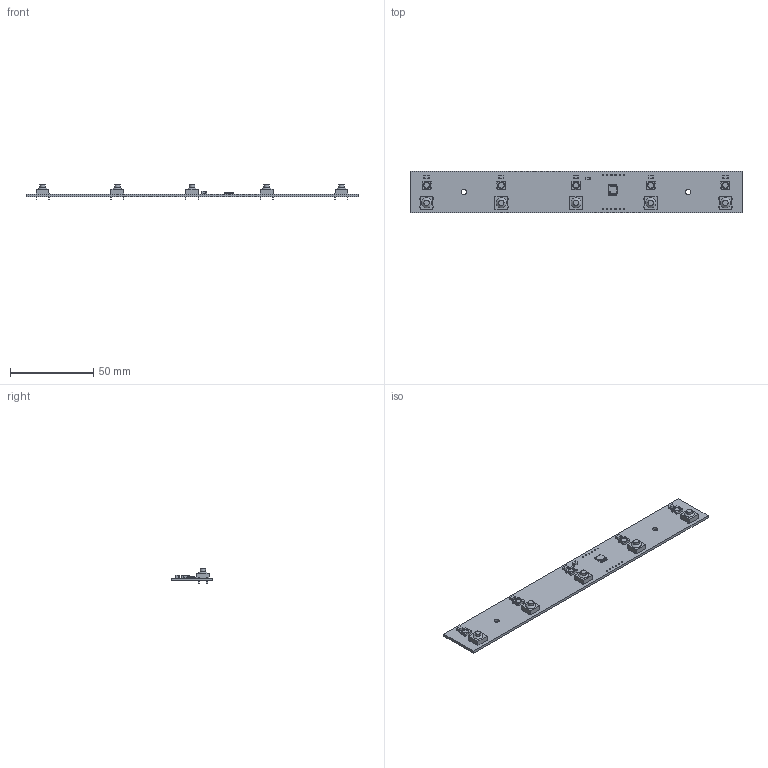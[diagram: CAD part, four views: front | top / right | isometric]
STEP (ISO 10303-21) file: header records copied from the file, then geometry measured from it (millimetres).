
FILE_DESCRIPTION(('KiCad electronic assembly'),'2;1');
FILE_NAME('row_board.step','2024-03-31T08:58:26',('An Author'),( 'A Company'),'Open CASCADE STEP processor 6.9', 'KiCad to STEP converter','Unknown');
FILE_SCHEMA(('AUTOMOTIVE_DESIGN { 1 0 10303 214 1 1 1 1 }'));
Length unit declared in the file: millimetre
Products named in the file (10): Open CASCADE STEP translator 6.9 1; LED_WS2812B_PLCC4_5.0x5.0mm_P3.2mm; SOLID; switch_soft; COMPOUND; TSSOP-16_4.4x5mm_P0.65mm; C_1206_3216Metric
Assembly tree (22 placements, depth 3):
  Open CASCADE STEP translator 6.9 1
    LED_WS2812B_PLCC4_5.0x5.0mm_P3.2mm  x5
      SOLID
    switch_soft  x5
      COMPOUND
    TSSOP-16_4.4x5mm_P0.65mm
      SOLID
    C_1206_3216Metric  x6
      SOLID
    COMPOUND
Bounding box: 200 x 25 x 8.5 mm (x, y, z)
Volume: 9239.2 mm3; surface area: 13073.5 mm2
Topology: 43 solids, 43 shells, 978 faces, 2571 edges, 1677 vertices
Faces by surface type: plane 654, cylinder 286, bspline 28, cone 10
Full cylindrical faces by diameter (mm): 0.5 x1, 0.8 x32, 3.2 x2, 3.3 x5, 3.333 x5
Entity records: 32118 total; most frequent: CARTESIAN_POINT 6159, DIRECTION 4364, LINE 2820, VECTOR 2820, ORIENTED_EDGE 2294, PCURVE 2294, DEFINITIONAL_REPRESENTATION 2294, EDGE_CURVE 1147
